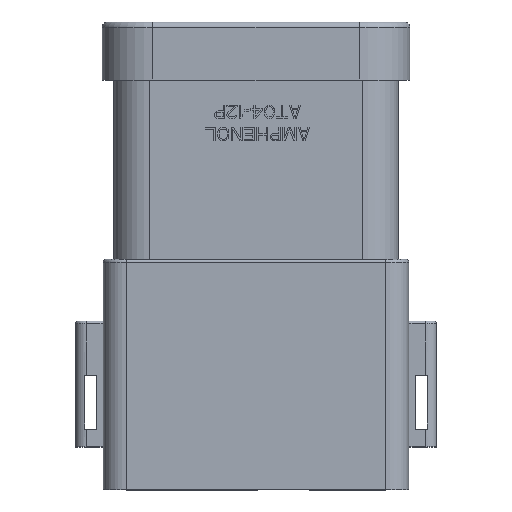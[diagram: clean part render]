
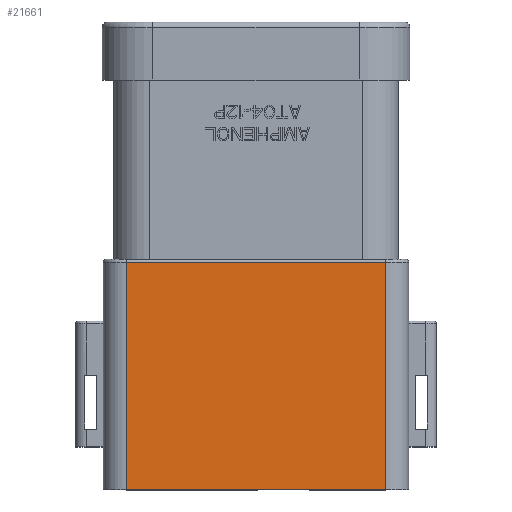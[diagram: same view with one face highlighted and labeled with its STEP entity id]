
A CAD part, top view. The second image highlights one B-rep face of the part: STEP entity #21661.
In plain terms, the highlighted planar face has unit normal (0, 0, 1).
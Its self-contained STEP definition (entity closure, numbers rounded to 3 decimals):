
#578=DIRECTION('',(1.,0.,0.));
#579=VECTOR('',#578,29.05);
#580=CARTESIAN_POINT('',(-14.525,-0.1,11.1));
#581=LINE('',#580,#579);
#2626=DIRECTION('',(0.,1.,0.));
#2627=VECTOR('',#2626,25.5);
#2628=CARTESIAN_POINT('',(14.525,-0.1,11.1));
#2629=LINE('',#2628,#2627);
#2634=DIRECTION('',(-1.,0.,0.));
#2635=VECTOR('',#2634,29.05);
#2636=CARTESIAN_POINT('',(14.525,25.4,11.1));
#2637=LINE('',#2636,#2635);
#2653=DIRECTION('',(0.,-1.,0.));
#2654=VECTOR('',#2653,25.5);
#2655=CARTESIAN_POINT('',(-14.525,25.4,11.1));
#2656=LINE('',#2655,#2654);
#14629=CARTESIAN_POINT('',(-14.525,-0.1,11.1));
#14630=VERTEX_POINT('',#14629);
#14631=CARTESIAN_POINT('',(14.525,-0.1,11.1));
#14632=VERTEX_POINT('',#14631);
#14730=CARTESIAN_POINT('',(14.525,25.4,11.1));
#14731=VERTEX_POINT('',#14730);
#14732=CARTESIAN_POINT('',(-14.525,25.4,11.1));
#14733=VERTEX_POINT('',#14732);
#21648=CARTESIAN_POINT('',(-17.125,0.,11.1));
#21649=DIRECTION('',(0.,0.,1.));
#21650=DIRECTION('',(1.,0.,0.));
#21651=AXIS2_PLACEMENT_3D('',#21648,#21649,#21650);
#21652=PLANE('',#21651);
#21654=ORIENTED_EDGE('',*,*,#21653,.F.);
#21655=ORIENTED_EDGE('',*,*,#21643,.F.);
#21656=ORIENTED_EDGE('',*,*,#18824,.F.);
#21658=ORIENTED_EDGE('',*,*,#21657,.F.);
#21659=EDGE_LOOP('',(#21654,#21655,#21656,#21658));
#21660=FACE_OUTER_BOUND('',#21659,.F.);
#21661=ADVANCED_FACE('',(#21660),#21652,.T.);
#18824=EDGE_CURVE('',#14630,#14632,#581,.T.);
#21643=EDGE_CURVE('',#14632,#14731,#2629,.T.);
#21653=EDGE_CURVE('',#14731,#14733,#2637,.T.);
#21657=EDGE_CURVE('',#14733,#14630,#2656,.T.);
